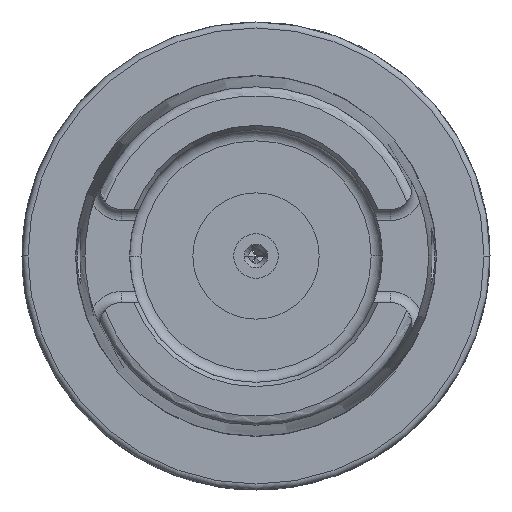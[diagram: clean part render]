
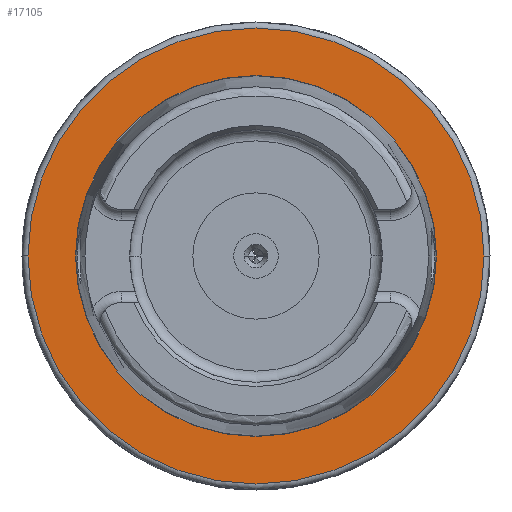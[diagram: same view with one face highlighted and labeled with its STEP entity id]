
A CAD part, front view. The second image highlights one B-rep face of the part: STEP entity #17105.
In plain terms, the highlighted planar face has unit normal (0, -1, 0).
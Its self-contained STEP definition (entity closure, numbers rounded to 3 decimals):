
#364 = CIRCLE ( 'NONE', #16658, 30.7 ) ;
#1956 = VERTEX_POINT ( 'NONE', #20457 ) ;
#2562 = CARTESIAN_POINT ( 'NONE',  ( 0., 32., 0. ) ) ;
#3539 = EDGE_LOOP ( 'NONE', ( #4077, #25786 ) ) ;
#4077 = ORIENTED_EDGE ( 'NONE', *, *, #6364, .T. ) ;
#4313 = DIRECTION ( 'NONE',  ( 1., 0., 0. ) ) ;
#4577 = PLANE ( 'NONE',  #12916 ) ;
#6364 = EDGE_CURVE ( 'NONE', #1956, #21082, #18170, .T. ) ;
#7785 = EDGE_CURVE ( 'NONE', #21082, #1956, #12001, .T. ) ;
#8279 = EDGE_LOOP ( 'NONE', ( #13435, #25731 ) ) ;
#8393 = DIRECTION ( 'NONE',  ( 0., 1., 0. ) ) ;
#9662 = FACE_OUTER_BOUND ( 'NONE', #8279, .T. ) ;
#9996 = CARTESIAN_POINT ( 'NONE',  ( 0., 32., 0. ) ) ;
#10309 = FACE_BOUND ( 'NONE', #3539, .T. ) ;
#10768 = VERTEX_POINT ( 'NONE', #26201 ) ;
#11183 = AXIS2_PLACEMENT_3D ( 'NONE', #12961, #8393, #24543 ) ;
#11432 = CIRCLE ( 'NONE', #22751, 30.7 ) ;
#12001 = CIRCLE ( 'NONE', #11183, 24.3 ) ;
#12916 = AXIS2_PLACEMENT_3D ( 'NONE', #20893, #18747, #4313 ) ;
#12961 = CARTESIAN_POINT ( 'NONE',  ( 0., 32., 0. ) ) ;
#13435 = ORIENTED_EDGE ( 'NONE', *, *, #13648, .T. ) ;
#13648 = EDGE_CURVE ( 'NONE', #13861, #10768, #364, .T. ) ;
#13861 = VERTEX_POINT ( 'NONE', #14466 ) ;
#13955 = CARTESIAN_POINT ( 'NONE',  ( 0., 32., 0. ) ) ;
#14466 = CARTESIAN_POINT ( 'NONE',  ( 30.7, 32., 0. ) ) ;
#14621 = CARTESIAN_POINT ( 'NONE',  ( 24.3, 32., 0. ) ) ;
#15976 = DIRECTION ( 'NONE',  ( 1., 0., 0. ) ) ;
#16658 = AXIS2_PLACEMENT_3D ( 'NONE', #13955, #22142, #15976 ) ;
#16846 = DIRECTION ( 'NONE',  ( 0., -1., 0. ) ) ;
#17105 = ADVANCED_FACE ( 'NONE', ( #9662, #10309 ), #4577, .T. ) ;
#18170 = CIRCLE ( 'NONE', #18352, 24.3 ) ;
#18352 = AXIS2_PLACEMENT_3D ( 'NONE', #9996, #26158, #20269 ) ;
#18747 = DIRECTION ( 'NONE',  ( 0., -1., 0. ) ) ;
#20269 = DIRECTION ( 'NONE',  ( -1., 0., 0. ) ) ;
#20457 = CARTESIAN_POINT ( 'NONE',  ( -24.3, 32., 0. ) ) ;
#20893 = CARTESIAN_POINT ( 'NONE',  ( 0., 32., 0. ) ) ;
#21082 = VERTEX_POINT ( 'NONE', #14621 ) ;
#22142 = DIRECTION ( 'NONE',  ( 0., -1., 0. ) ) ;
#22619 = EDGE_CURVE ( 'NONE', #10768, #13861, #11432, .T. ) ;
#22638 = DIRECTION ( 'NONE',  ( 1., 0., 0. ) ) ;
#22751 = AXIS2_PLACEMENT_3D ( 'NONE', #2562, #16846, #22638 ) ;
#24543 = DIRECTION ( 'NONE',  ( -1., 0., 0. ) ) ;
#25731 = ORIENTED_EDGE ( 'NONE', *, *, #22619, .T. ) ;
#25786 = ORIENTED_EDGE ( 'NONE', *, *, #7785, .T. ) ;
#26158 = DIRECTION ( 'NONE',  ( 0., 1., 0. ) ) ;
#26201 = CARTESIAN_POINT ( 'NONE',  ( -30.7, 32., 0. ) ) ;
